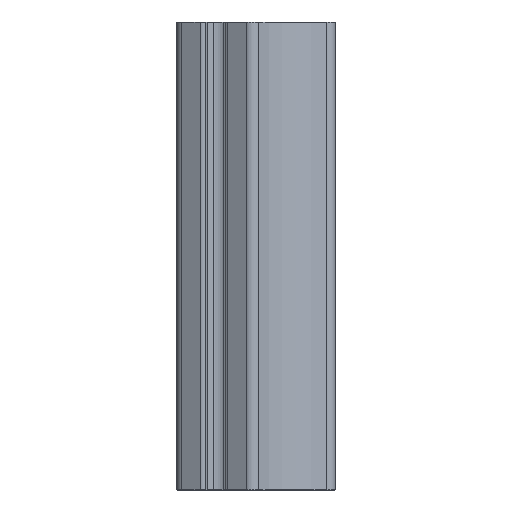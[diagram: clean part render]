
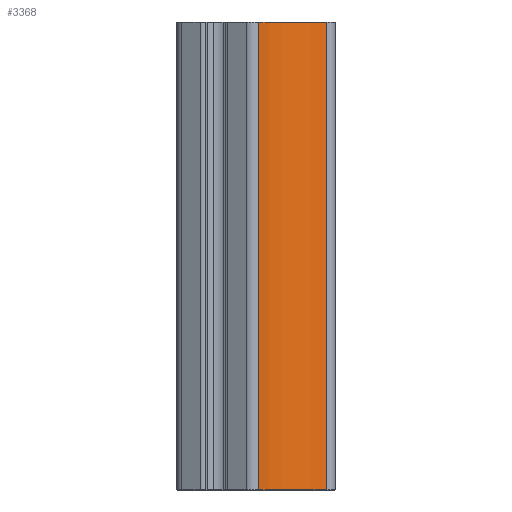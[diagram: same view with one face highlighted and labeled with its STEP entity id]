
A CAD part, left-side view. The second image highlights one B-rep face of the part: STEP entity #3368.
In plain terms, the highlighted cylindrical face has radius 20 mm (diameter 40 mm), a partial arc.
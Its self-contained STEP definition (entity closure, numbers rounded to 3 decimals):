
#340=FACE_OUTER_BOUND('',#562,.T.);
#562=EDGE_LOOP('',(#2999,#3000,#3001,#3002));
#749=LINE('',#6179,#933);
#750=LINE('',#6181,#934);
#933=VECTOR('',#5151,10.);
#934=VECTOR('',#5154,10.);
#1099=CIRCLE('',#3627,20.);
#1247=CIRCLE('',#3882,20.);
#1415=VERTEX_POINT('',#5644);
#1416=VERTEX_POINT('',#5648);
#1541=VERTEX_POINT('',#6112);
#1542=VERTEX_POINT('',#6116);
#1779=EDGE_CURVE('',#1415,#1416,#1099,.T.);
#2014=EDGE_CURVE('',#1542,#1541,#1247,.T.);
#2045=EDGE_CURVE('',#1541,#1415,#749,.T.);
#2046=EDGE_CURVE('',#1542,#1416,#750,.T.);
#2999=ORIENTED_EDGE('',*,*,#1779,.F.);
#3000=ORIENTED_EDGE('',*,*,#2045,.F.);
#3001=ORIENTED_EDGE('',*,*,#2014,.F.);
#3002=ORIENTED_EDGE('',*,*,#2046,.T.);
#3159=CYLINDRICAL_SURFACE('',#3920,20.);
#3368=ADVANCED_FACE('',(#340),#3159,.F.);
#3627=AXIS2_PLACEMENT_3D('',#5650,#4467,#4468);
#3882=AXIS2_PLACEMENT_3D('',#6118,#5064,#5065);
#3920=AXIS2_PLACEMENT_3D('',#6180,#5152,#5153);
#4467=DIRECTION('center_axis',(0.,0.,-1.));
#4468=DIRECTION('ref_axis',(0.866,0.5,0.));
#5064=DIRECTION('center_axis',(0.,0.,1.));
#5065=DIRECTION('ref_axis',(0.866,0.5,0.));
#5151=DIRECTION('',(0.,0.,1.));
#5152=DIRECTION('center_axis',(0.,0.,1.));
#5153=DIRECTION('ref_axis',(1.,0.,0.));
#5154=DIRECTION('',(0.,0.,1.));
#5644=CARTESIAN_POINT('',(-966.809,77.11,99.9));
#5648=CARTESIAN_POINT('',(-958.425,62.589,99.9));
#5650=CARTESIAN_POINT('Origin',(-978.342,60.771,99.9));
#6112=CARTESIAN_POINT('',(-966.809,77.11,0.1));
#6116=CARTESIAN_POINT('',(-958.425,62.589,0.1));
#6118=CARTESIAN_POINT('Origin',(-978.342,60.771,0.1));
#6179=CARTESIAN_POINT('',(-966.809,77.11,0.));
#6180=CARTESIAN_POINT('Origin',(-978.342,60.771,0.));
#6181=CARTESIAN_POINT('',(-958.425,62.589,0.));
